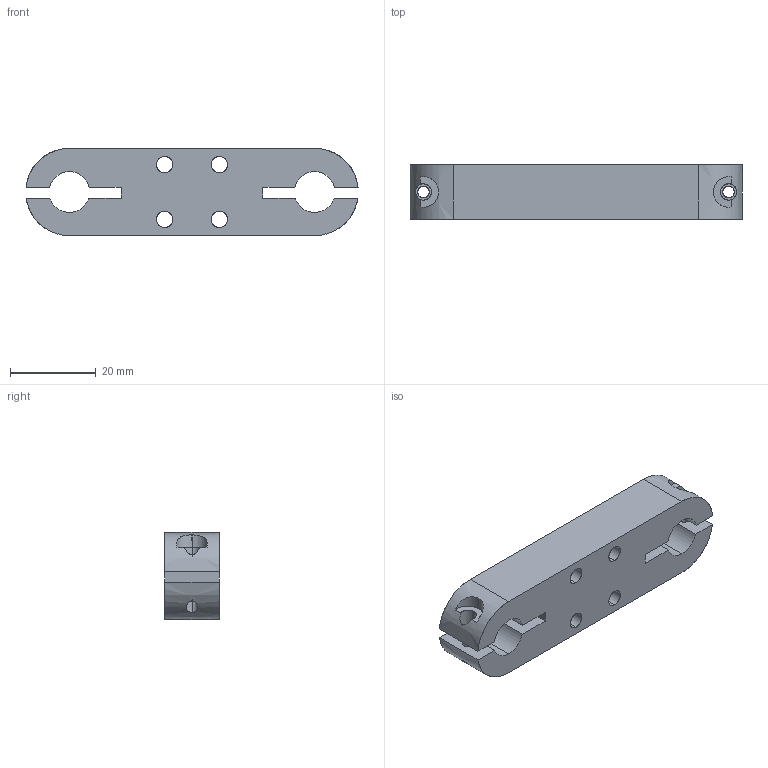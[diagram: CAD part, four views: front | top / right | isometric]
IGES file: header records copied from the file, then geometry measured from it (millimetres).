
Start section: SolidWorks IGES file using analytic representation for surfaces
Global section: file name: w01-shaft-hold-tio.IGS; native system: SolidWorks 2006 by SolidWorks Corporation; preprocessor: SolidWorks 2006 by SolidWorks Corporation; author: leinad; date: 080605.115748; units: inch
Bounding box: 77.36 x 12.7 x 20.32 mm (x, y, z)
Surface area: 6957.9 mm2 (no closed solid volume)
Topology: 0 solids, 0 shells, 57 faces, 1482 edges, 1635 vertices
Faces by surface type: revolution 37, bspline 20
